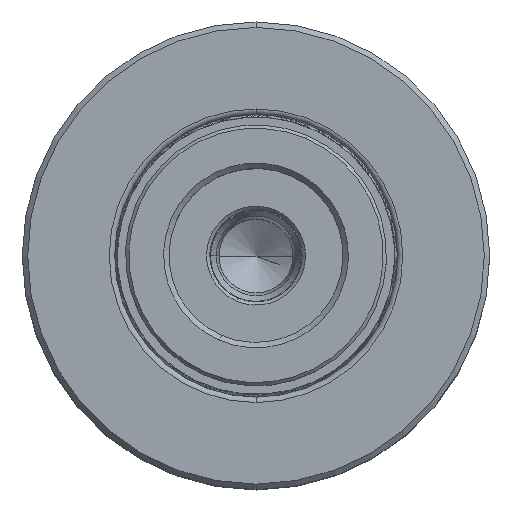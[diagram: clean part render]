
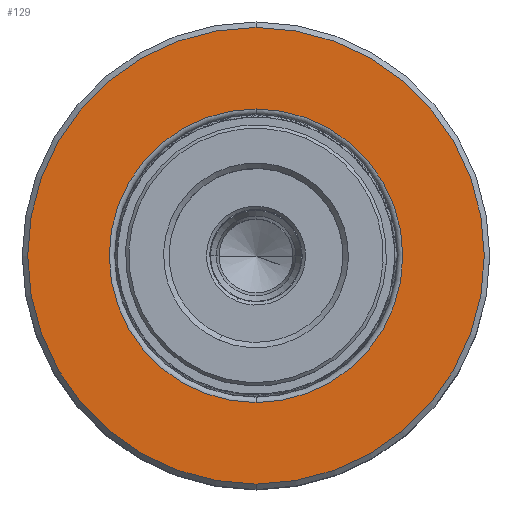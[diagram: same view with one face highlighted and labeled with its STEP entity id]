
A CAD part, top view. The second image highlights one B-rep face of the part: STEP entity #129.
In plain terms, the highlighted face is planar.
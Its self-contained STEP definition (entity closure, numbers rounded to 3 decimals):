
#58 = AXIS2_PLACEMENT_3D ( 'NONE', #11311, #32419, #16610 ) ;
#129 = ADVANCED_FACE ( 'NONE', ( #25342, #7637 ), #3889, .T. ) ;
#3889 = PLANE ( 'NONE',  #28831 ) ;
#3998 = CARTESIAN_POINT ( 'NONE',  ( 0., 15.687, 21. ) ) ;
#4055 = CARTESIAN_POINT ( 'NONE',  ( 0., 15.687, 0. ) ) ;
#4688 = CARTESIAN_POINT ( 'NONE',  ( 21., 15.687, 0. ) ) ;
#5708 = DIRECTION ( 'NONE',  ( 0., 1., 0. ) ) ;
#7637 = FACE_OUTER_BOUND ( 'NONE', #20111, .T. ) ;
#7929 = CARTESIAN_POINT ( 'NONE',  ( 0., 15.687, 0. ) ) ;
#8126 = VERTEX_POINT ( 'NONE', #16613 ) ;
#8472 = CIRCLE ( 'NONE', #32207, 13.5 ) ;
#9265 = AXIS2_PLACEMENT_3D ( 'NONE', #7929, #26251, #20958 ) ;
#11311 = CARTESIAN_POINT ( 'NONE',  ( 0., 15.687, 0. ) ) ;
#12322 = CARTESIAN_POINT ( 'NONE',  ( 0., 15.687, -21. ) ) ;
#13834 = DIRECTION ( 'NONE',  ( 0., 0., -1. ) ) ;
#13946 = VERTEX_POINT ( 'NONE', #18149 ) ;
#14745 = ORIENTED_EDGE ( 'NONE', *, *, #32739, .F. ) ;
#15451 = CIRCLE ( 'NONE', #9265, 21. ) ;
#16371 = DIRECTION ( 'NONE',  ( 0., -1., 0. ) ) ;
#16580 = VERTEX_POINT ( 'NONE', #3998 ) ;
#16610 = DIRECTION ( 'NONE',  ( 0., 0., -1. ) ) ;
#16613 = CARTESIAN_POINT ( 'NONE',  ( 0., 15.687, -13.5 ) ) ;
#18149 = CARTESIAN_POINT ( 'NONE',  ( 0., 15.687, 13.5 ) ) ;
#18830 = EDGE_CURVE ( 'NONE', #19184, #16580, #15451, .T. ) ;
#19146 = CARTESIAN_POINT ( 'NONE',  ( 0., 15.687, 0. ) ) ;
#19184 = VERTEX_POINT ( 'NONE', #12322 ) ;
#19596 = AXIS2_PLACEMENT_3D ( 'NONE', #19146, #16371, #13834 ) ;
#20111 = EDGE_LOOP ( 'NONE', ( #30970, #14745 ) ) ;
#20698 = CIRCLE ( 'NONE', #58, 13.5 ) ;
#20958 = DIRECTION ( 'NONE',  ( 0., 0., -1. ) ) ;
#22859 = EDGE_CURVE ( 'NONE', #8126, #13946, #20698, .T. ) ;
#25010 = DIRECTION ( 'NONE',  ( 0., -1., 0. ) ) ;
#25342 = FACE_BOUND ( 'NONE', #33688, .T. ) ;
#25656 = ORIENTED_EDGE ( 'NONE', *, *, #30725, .T. ) ;
#25890 = ORIENTED_EDGE ( 'NONE', *, *, #22859, .T. ) ;
#26251 = DIRECTION ( 'NONE',  ( 0., -1., 0. ) ) ;
#28831 = AXIS2_PLACEMENT_3D ( 'NONE', #4688, #5708, #30515 ) ;
#30515 = DIRECTION ( 'NONE',  ( 0., 0., 1. ) ) ;
#30725 = EDGE_CURVE ( 'NONE', #13946, #8126, #8472, .T. ) ;
#30970 = ORIENTED_EDGE ( 'NONE', *, *, #18830, .F. ) ;
#32207 = AXIS2_PLACEMENT_3D ( 'NONE', #4055, #25010, #32686 ) ;
#32419 = DIRECTION ( 'NONE',  ( 0., -1., 0. ) ) ;
#32686 = DIRECTION ( 'NONE',  ( 0., 0., -1. ) ) ;
#32739 = EDGE_CURVE ( 'NONE', #16580, #19184, #34003, .T. ) ;
#33688 = EDGE_LOOP ( 'NONE', ( #25890, #25656 ) ) ;
#34003 = CIRCLE ( 'NONE', #19596, 21. ) ;
